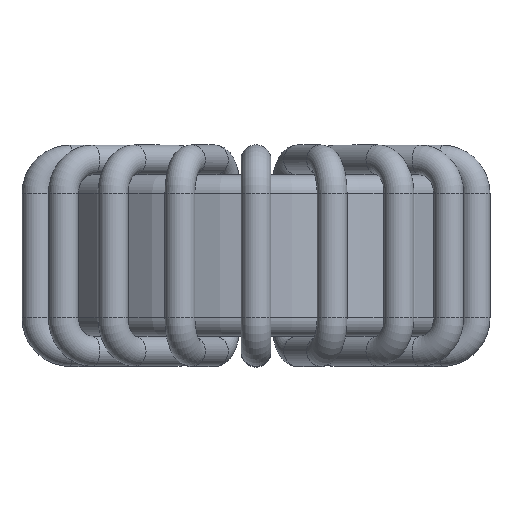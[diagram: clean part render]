
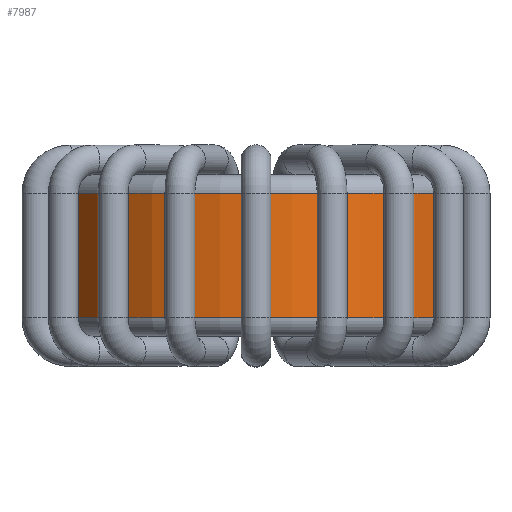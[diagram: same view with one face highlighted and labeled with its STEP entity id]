
A CAD part, top view. The second image highlights one B-rep face of the part: STEP entity #7987.
In plain terms, the highlighted cylindrical face has radius 9 mm (diameter 18 mm), a full revolution.
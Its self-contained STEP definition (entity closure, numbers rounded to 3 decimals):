
#7920 = TOROIDAL_SURFACE('',#7921,8.2,0.8);
#7921 = AXIS2_PLACEMENT_3D('',#7922,#7923,#7924);
#7922 = CARTESIAN_POINT('',(0.,2.7,0.));
#7923 = DIRECTION('',(0.,1.,0.));
#7924 = DIRECTION('',(1.,0.,0.));
#7936 = VERTEX_POINT('',#7937);
#7937 = CARTESIAN_POINT('',(9.,2.7,0.));
#7961 = EDGE_CURVE('',#7936,#7936,#7962,.T.);
#7962 = SURFACE_CURVE('',#7963,(#7968,#7975),.PCURVE_S1.);
#7963 = CIRCLE('',#7964,9.);
#7964 = AXIS2_PLACEMENT_3D('',#7965,#7966,#7967);
#7965 = CARTESIAN_POINT('',(0.,2.7,0.));
#7966 = DIRECTION('',(0.,-1.,0.));
#7967 = DIRECTION('',(1.,0.,0.));
#7968 = PCURVE('',#7920,#7969);
#7969 = DEFINITIONAL_REPRESENTATION('',(#7970),#7974);
#7970 = LINE('',#7971,#7972);
#7971 = CARTESIAN_POINT('',(6.283,0.));
#7972 = VECTOR('',#7973,1.);
#7973 = DIRECTION('',(-1.,0.));
#7974 = ( GEOMETRIC_REPRESENTATION_CONTEXT(2) 
PARAMETRIC_REPRESENTATION_CONTEXT() REPRESENTATION_CONTEXT('2D SPACE',''
  ) );
#7975 = PCURVE('',#7976,#7981);
#7976 = CYLINDRICAL_SURFACE('',#7977,9.);
#7977 = AXIS2_PLACEMENT_3D('',#7978,#7979,#7980);
#7978 = CARTESIAN_POINT('',(0.,2.7,0.));
#7979 = DIRECTION('',(-0.,-1.,-0.));
#7980 = DIRECTION('',(1.,0.,0.));
#7981 = DEFINITIONAL_REPRESENTATION('',(#7982),#7986);
#7982 = LINE('',#7983,#7984);
#7983 = CARTESIAN_POINT('',(0.,0.));
#7984 = VECTOR('',#7985,1.);
#7985 = DIRECTION('',(1.,0.));
#7986 = ( GEOMETRIC_REPRESENTATION_CONTEXT(2) 
PARAMETRIC_REPRESENTATION_CONTEXT() REPRESENTATION_CONTEXT('2D SPACE',''
  ) );
#7987 = ADVANCED_FACE('',(#7988),#7976,.T.);
#7988 = FACE_BOUND('',#7989,.T.);
#7989 = EDGE_LOOP('',(#7990,#7991,#8014,#8041));
#7990 = ORIENTED_EDGE('',*,*,#7961,.T.);
#7991 = ORIENTED_EDGE('',*,*,#7992,.T.);
#7992 = EDGE_CURVE('',#7936,#7993,#7995,.T.);
#7993 = VERTEX_POINT('',#7994);
#7994 = CARTESIAN_POINT('',(9.,-2.7,0.));
#7995 = SEAM_CURVE('',#7996,(#8000,#8007),.PCURVE_S1.);
#7996 = LINE('',#7997,#7998);
#7997 = CARTESIAN_POINT('',(9.,2.7,0.));
#7998 = VECTOR('',#7999,1.);
#7999 = DIRECTION('',(0.,-1.,0.));
#8000 = PCURVE('',#7976,#8001);
#8001 = DEFINITIONAL_REPRESENTATION('',(#8002),#8006);
#8002 = LINE('',#8003,#8004);
#8003 = CARTESIAN_POINT('',(6.283,0.));
#8004 = VECTOR('',#8005,1.);
#8005 = DIRECTION('',(0.,1.));
#8006 = ( GEOMETRIC_REPRESENTATION_CONTEXT(2) 
PARAMETRIC_REPRESENTATION_CONTEXT() REPRESENTATION_CONTEXT('2D SPACE',''
  ) );
#8007 = PCURVE('',#7976,#8008);
#8008 = DEFINITIONAL_REPRESENTATION('',(#8009),#8013);
#8009 = LINE('',#8010,#8011);
#8010 = CARTESIAN_POINT('',(0.,0.));
#8011 = VECTOR('',#8012,1.);
#8012 = DIRECTION('',(0.,1.));
#8013 = ( GEOMETRIC_REPRESENTATION_CONTEXT(2) 
PARAMETRIC_REPRESENTATION_CONTEXT() REPRESENTATION_CONTEXT('2D SPACE',''
  ) );
#8014 = ORIENTED_EDGE('',*,*,#8015,.F.);
#8015 = EDGE_CURVE('',#7993,#7993,#8016,.T.);
#8016 = SURFACE_CURVE('',#8017,(#8022,#8029),.PCURVE_S1.);
#8017 = CIRCLE('',#8018,9.);
#8018 = AXIS2_PLACEMENT_3D('',#8019,#8020,#8021);
#8019 = CARTESIAN_POINT('',(0.,-2.7,0.));
#8020 = DIRECTION('',(0.,-1.,0.));
#8021 = DIRECTION('',(1.,0.,0.));
#8022 = PCURVE('',#7976,#8023);
#8023 = DEFINITIONAL_REPRESENTATION('',(#8024),#8028);
#8024 = LINE('',#8025,#8026);
#8025 = CARTESIAN_POINT('',(0.,5.4));
#8026 = VECTOR('',#8027,1.);
#8027 = DIRECTION('',(1.,0.));
#8028 = ( GEOMETRIC_REPRESENTATION_CONTEXT(2) 
PARAMETRIC_REPRESENTATION_CONTEXT() REPRESENTATION_CONTEXT('2D SPACE',''
  ) );
#8029 = PCURVE('',#8030,#8035);
#8030 = TOROIDAL_SURFACE('',#8031,8.2,0.8);
#8031 = AXIS2_PLACEMENT_3D('',#8032,#8033,#8034);
#8032 = CARTESIAN_POINT('',(0.,-2.7,0.));
#8033 = DIRECTION('',(0.,1.,0.));
#8034 = DIRECTION('',(1.,0.,0.));
#8035 = DEFINITIONAL_REPRESENTATION('',(#8036),#8040);
#8036 = LINE('',#8037,#8038);
#8037 = CARTESIAN_POINT('',(6.283,6.283));
#8038 = VECTOR('',#8039,1.);
#8039 = DIRECTION('',(-1.,0.));
#8040 = ( GEOMETRIC_REPRESENTATION_CONTEXT(2) 
PARAMETRIC_REPRESENTATION_CONTEXT() REPRESENTATION_CONTEXT('2D SPACE',''
  ) );
#8041 = ORIENTED_EDGE('',*,*,#7992,.F.);
